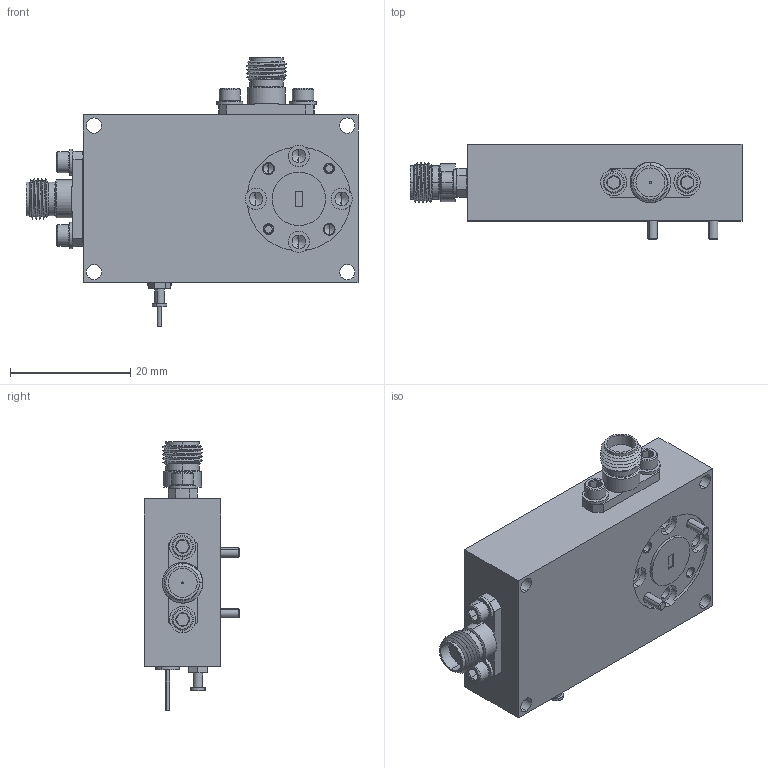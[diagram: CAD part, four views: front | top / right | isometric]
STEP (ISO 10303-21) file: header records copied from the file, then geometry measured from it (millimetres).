
FILE_DESCRIPTION (( 'STEP AP214' ), '1' );
FILE_NAME ('SR-SW-A-4, Defeatured.STEP', '2022-11-23T21:02:43', ( '' ), ( '' ), 'SwSTEP 2.0', 'SolidWorks 2021', '' );
FILE_SCHEMA (( 'AUTOMOTIVE_DESIGN' ));
Length unit declared in the file: inch
Products named in the file (1): SR-SW-A-4, Defeatured
Bounding box: 55.24 x 15.81 x 44.7 mm (x, y, z)
Volume: 16437.8 mm3; surface area: 9162.7 mm2
Topology: 20 solids, 20 shells, 479 faces, 1132 edges, 700 vertices
Faces by surface type: plane 201, cylinder 158, cone 112, torus 4, bspline 4
Entity records: 21359 total; most frequent: CARTESIAN_POINT 3956, DIRECTION 2344, ORIENTED_EDGE 2216, EDGE_CURVE 1108, AXIS2_PLACEMENT_3D 904, VERTEX_POINT 700, EDGE_LOOP 540, LINE 536
